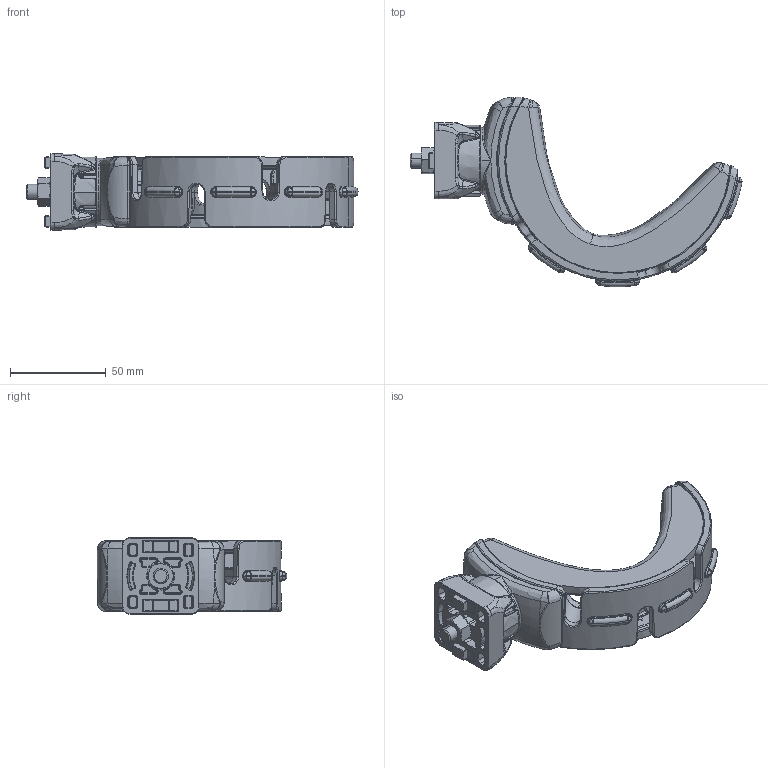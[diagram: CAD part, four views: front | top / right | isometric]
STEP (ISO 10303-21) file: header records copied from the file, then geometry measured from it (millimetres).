
FILE_DESCRIPTION (( 'STEP AP203' ), '1' );
FILE_NAME ('172531.step', '2025-08-14T18:00:57', ( '' ), ( '' ), 'SwSTEP 2.0', 'SolidWorks 2024', '' );
FILE_SCHEMA (( 'CONFIG_CONTROL_DESIGN' ));
Length unit declared in the file: millimetre
Products named in the file (1): 172531
Bounding box: 173.77 x 99.12 x 40 mm (x, y, z)
Volume: 103737 mm3; surface area: 75257.1 mm2
Topology: 7 solids, 8 shells, 2075 faces, 4867 edges, 2743 vertices
Faces by surface type: bspline 791, cylinder 497, plane 310, torus 273, cone 132, sphere 72
Entity records: 107660 total; most frequent: CARTESIAN_POINT 66742, ORIENTED_EDGE 9576, DIRECTION 7280, EDGE_CURVE 4788, AXIS2_PLACEMENT_3D 3073, VERTEX_POINT 2740, EDGE_LOOP 2108, FACE_OUTER_BOUND 2076
